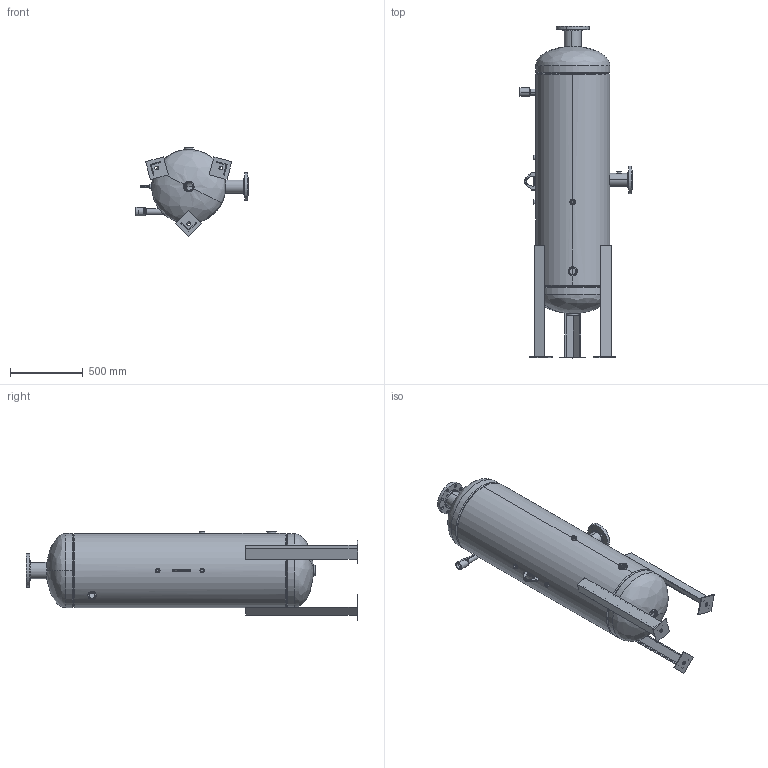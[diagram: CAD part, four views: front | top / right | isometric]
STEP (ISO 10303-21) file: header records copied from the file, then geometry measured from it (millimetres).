
FILE_DESCRIPTION (( 'STEP AP203' ), '1' );
FILE_NAME ('BDT-103.STEP', '2021-03-15T18:07:14', ( '' ), ( '' ), 'SwSTEP 2.0', 'SolidWorks 2021', '' );
FILE_SCHEMA (( 'CONFIG_CONTROL_DESIGN' ));
Length unit declared in the file: inch
Products named in the file (22): 9100310_30; 99B1877; 99M2025; 9201070; Couplings_9500563; 9400542; 9301290_6.125; 9461060; 99P0283_44615K487; 9461070; 9301080_10.125; 99T0233; 9421160; 9500040; 9500030; BDT-103; 9500080; 9500070
Assembly tree (25 placements, depth 2):
  BDT-103
    99B1877
    9201070
    9201070
    9500030  x3
    9500040
    9500070
    9500080
    Couplings_9500563
    99P0283_44615K487
    9301290_6.125
    9301080_10.125
    9301080_10.125
    9421160
    9461070
    9461060
    99M2025
    9100310_30  x3
    99T0233
    9400542
    99T0233
    99T0233
Bounding box: 767.84 x 2273.3 x 607.63 mm (x, y, z)
Volume: 34374382.8 mm3; surface area: 7829094.5 mm2
Topology: 25 solids, 25 shells, 441 faces, 991 edges, 610 vertices
Faces by surface type: cylinder 177, cone 110, plane 104, bspline 26, torus 24
Entity records: 20879 total; most frequent: CARTESIAN_POINT 9166, DIRECTION 2071, ORIENTED_EDGE 1802, EDGE_CURVE 901, AXIS2_PLACEMENT_3D 855, VERTEX_POINT 550, EDGE_LOOP 481, CIRCLE 454
